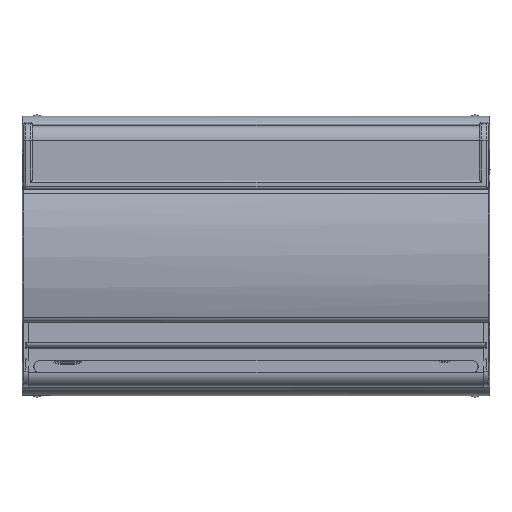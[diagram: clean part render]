
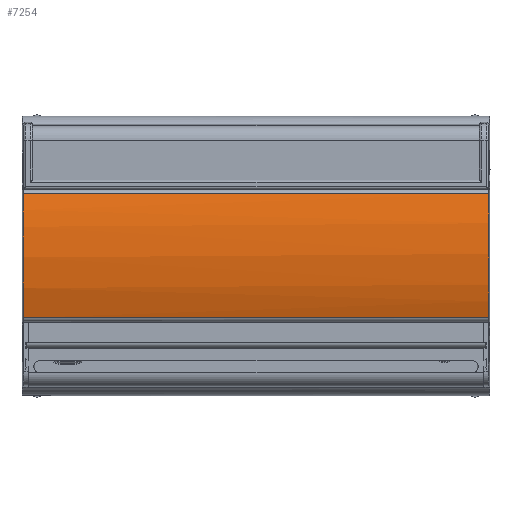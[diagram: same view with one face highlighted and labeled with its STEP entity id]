
A CAD part, top view. The second image highlights one B-rep face of the part: STEP entity #7254.
In plain terms, the highlighted cylindrical face has radius 66.98 mm (diameter 133.96 mm), a partial arc.
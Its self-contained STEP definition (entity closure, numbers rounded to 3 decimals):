
#83=ELLIPSE('',#27284,66.983,66.98);
#95=ELLIPSE('',#27299,66.983,66.98);
#6446=CYLINDRICAL_SURFACE('',#27300,66.98);
#7254=ADVANCED_FACE('',(#9044),#6446,.T.);
#9044=FACE_OUTER_BOUND('',#9971,.T.);
#9971=EDGE_LOOP('',(#12781,#12782,#12783,#12784));
#12781=ORIENTED_EDGE('',*,*,#19432,.F.);
#12782=ORIENTED_EDGE('',*,*,#19433,.F.);
#12783=ORIENTED_EDGE('',*,*,#19434,.F.);
#12784=ORIENTED_EDGE('',*,*,#19410,.F.);
#17228=VERTEX_POINT('',#35763);
#17229=VERTEX_POINT('',#35764);
#17245=VERTEX_POINT('',#35803);
#17246=VERTEX_POINT('',#35807);
#19410=EDGE_CURVE('',#17228,#17229,#83,.T.);
#19432=EDGE_CURVE('',#17245,#17228,#22030,.T.);
#19433=EDGE_CURVE('',#17246,#17245,#95,.T.);
#19434=EDGE_CURVE('',#17229,#17246,#22031,.T.);
#22030=LINE('',#35804,#24381);
#22031=LINE('',#35808,#24382);
#24381=VECTOR('',#30099,1.);
#24382=VECTOR('',#30104,1.);
#27284=AXIS2_PLACEMENT_3D('',#35762,#30061,#30062);
#27299=AXIS2_PLACEMENT_3D('',#35806,#30102,#30103);
#27300=AXIS2_PLACEMENT_3D('',#35809,#30105,#30106);
#30061=DIRECTION('',(-1.,0.,0.009));
#30062=DIRECTION('',(0.009,0.,1.));
#30099=DIRECTION('',(-1.,0.,0.));
#30102=DIRECTION('',(1.,0.,0.009));
#30103=DIRECTION('',(0.009,0.,-1.));
#30104=DIRECTION('',(1.,0.,0.));
#30105=DIRECTION('',(-1.,0.,0.));
#30106=DIRECTION('',(0.,1.,0.));
#35762=CARTESIAN_POINT('',(-80.416,0.,-4.441));
#35763=CARTESIAN_POINT('',(-79.862,-21.363,59.041));
#35764=CARTESIAN_POINT('',(-79.862,21.363,59.041));
#35803=CARTESIAN_POINT('',(79.862,-21.363,59.041));
#35804=CARTESIAN_POINT('',(-8.85,-21.363,59.041));
#35806=CARTESIAN_POINT('',(80.416,0.,-4.441));
#35807=CARTESIAN_POINT('',(79.862,21.363,59.041));
#35808=CARTESIAN_POINT('',(-8.85,21.363,59.041));
#35809=CARTESIAN_POINT('',(-8.85,0.,-4.441));
